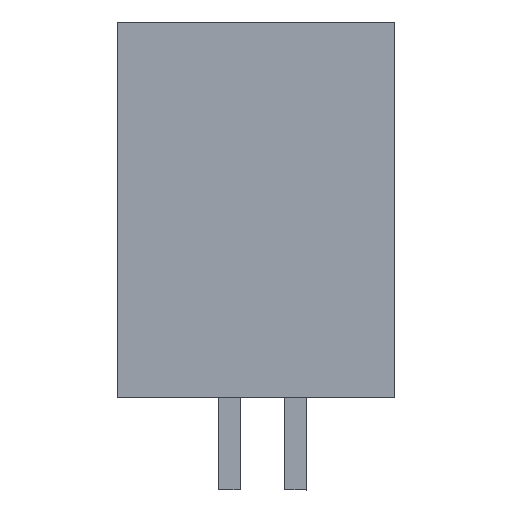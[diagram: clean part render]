
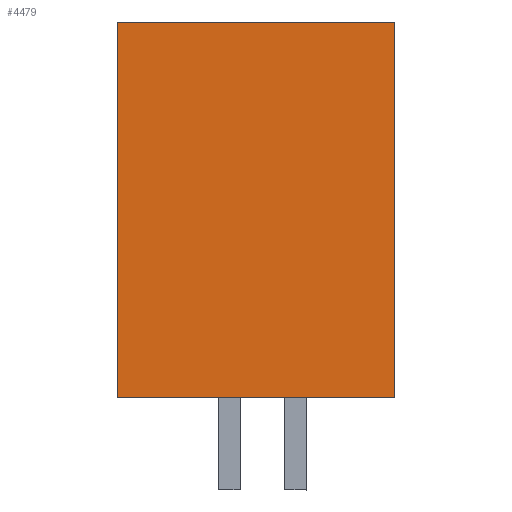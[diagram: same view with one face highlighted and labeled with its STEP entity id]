
A CAD part, left-side view. The second image highlights one B-rep face of the part: STEP entity #4479.
In plain terms, the highlighted planar face has unit normal (-1, 0, 0).
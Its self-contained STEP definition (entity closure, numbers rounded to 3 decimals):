
#4459=AXIS2_PLACEMENT_3D('Plane Axis2P3D',#4456,#4457,#4458) ;
#884=CARTESIAN_POINT('Vertex',(0.,0.,3.5)) ;
#887=CARTESIAN_POINT('Line Origine',(0.,5.25,3.5)) ;
#891=CARTESIAN_POINT('Vertex',(0.,10.5,3.5)) ;
#1968=CARTESIAN_POINT('Line Origine',(0.,0.,10.6)) ;
#1972=CARTESIAN_POINT('Vertex',(0.,0.,17.7)) ;
#4456=CARTESIAN_POINT('Axis2P3D Location',(0.,10.5,0.)) ;
#4461=CARTESIAN_POINT('Line Origine',(0.,10.5,10.6)) ;
#4465=CARTESIAN_POINT('Vertex',(0.,10.5,17.7)) ;
#4468=CARTESIAN_POINT('Line Origine',(0.,5.25,17.7)) ;
#888=DIRECTION('Vector Direction',(0.,-1.,0.)) ;
#1969=DIRECTION('Vector Direction',(0.,0.,1.)) ;
#4457=DIRECTION('Axis2P3D Direction',(-1.,0.,0.)) ;
#4458=DIRECTION('Axis2P3D XDirection',(0.,-1.,0.)) ;
#4462=DIRECTION('Vector Direction',(0.,0.,1.)) ;
#4469=DIRECTION('Vector Direction',(0.,-1.,0.)) ;
#889=VECTOR('Line Direction',#888,1.) ;
#1970=VECTOR('Line Direction',#1969,1.) ;
#4463=VECTOR('Line Direction',#4462,1.) ;
#4470=VECTOR('Line Direction',#4469,1.) ;
#4474=ORIENTED_EDGE('',*,*,#4467,.T.) ;
#4475=ORIENTED_EDGE('',*,*,#893,.T.) ;
#4476=ORIENTED_EDGE('',*,*,#1974,.T.) ;
#4477=ORIENTED_EDGE('',*,*,#4472,.T.) ;
#4479=ADVANCED_FACE('HOUSING',(#4478),#4460,.T.) ;
#893=EDGE_CURVE('',#892,#885,#890,.T.) ;
#1974=EDGE_CURVE('',#885,#1973,#1971,.T.) ;
#4467=EDGE_CURVE('',#4466,#892,#4464,.F.) ;
#4472=EDGE_CURVE('',#1973,#4466,#4471,.F.) ;
#4473=EDGE_LOOP('',(#4474,#4475,#4476,#4477)) ;
#4478=FACE_OUTER_BOUND('',#4473,.T.) ;
#890=LINE('Line',#887,#889) ;
#1971=LINE('Line',#1968,#1970) ;
#4464=LINE('Line',#4461,#4463) ;
#4471=LINE('Line',#4468,#4470) ;
#4460=PLANE('',#4459) ;
#885=VERTEX_POINT('',#884) ;
#892=VERTEX_POINT('',#891) ;
#1973=VERTEX_POINT('',#1972) ;
#4466=VERTEX_POINT('',#4465) ;
